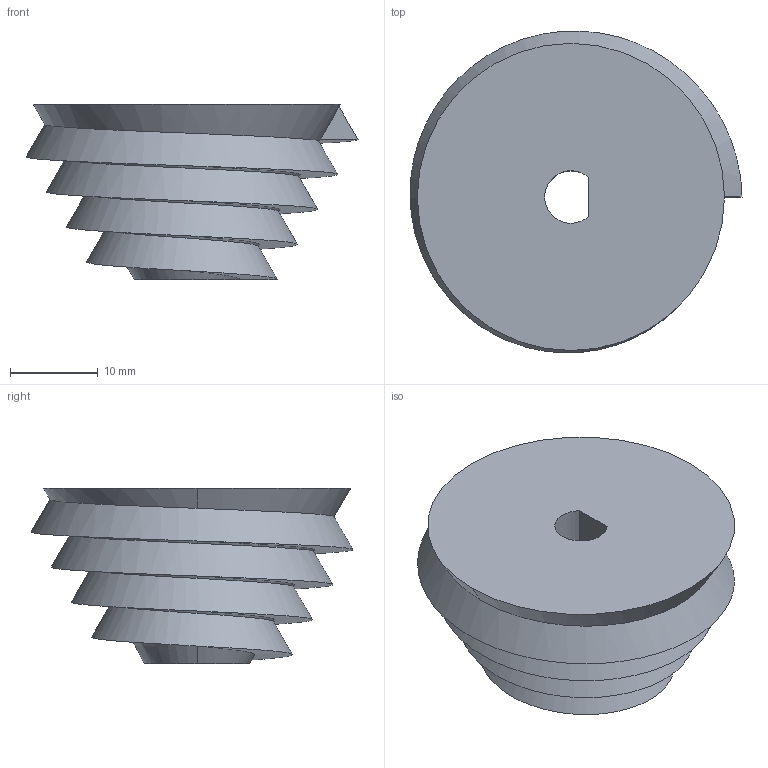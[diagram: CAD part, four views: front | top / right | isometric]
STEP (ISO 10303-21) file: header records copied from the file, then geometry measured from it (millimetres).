
FILE_DESCRIPTION (( 'STEP AP214' ), '1' );
FILE_NAME ('constant_acceleration_pulley.STEP', '2022-11-25T20:03:40', ( '' ), ( '' ), 'SwSTEP 2.0', 'SolidWorks 2020', '' );
FILE_SCHEMA (( 'AUTOMOTIVE_DESIGN' ));
Length unit declared in the file: millimetre
Products named in the file (1): constant_acceleration_pulley
Bounding box: 37.94 x 36.77 x 20 mm (x, y, z)
Volume: 11489.9 mm3; surface area: 4741.2 mm2
Topology: 1 solids, 1 shells, 18 faces, 43 edges, 27 vertices
Faces by surface type: cone 10, plane 5, bspline 2, cylinder 1
Entity records: 2163 total; most frequent: CARTESIAN_POINT 1741, ORIENTED_EDGE 86, DIRECTION 66, EDGE_CURVE 43, VERTEX_POINT 27, AXIS2_PLACEMENT_3D 23, LINE 20, EDGE_LOOP 20
